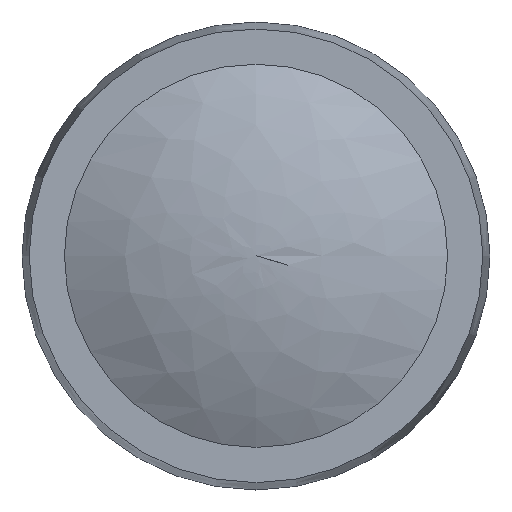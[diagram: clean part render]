
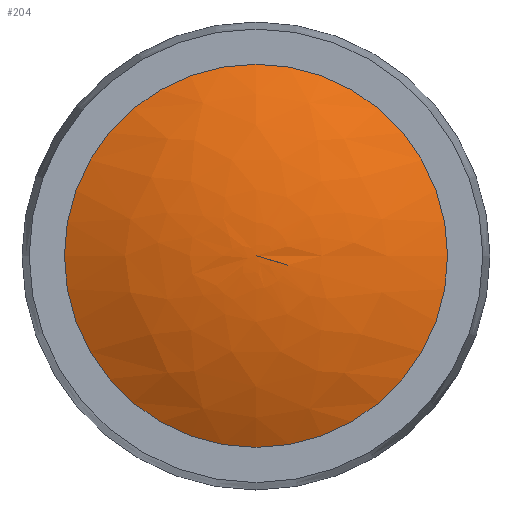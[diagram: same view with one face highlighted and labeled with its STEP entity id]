
A CAD part, top view. The second image highlights one B-rep face of the part: STEP entity #204.
In plain terms, the highlighted free-form (B-spline) face has degree [3, 3] with [4, 7] control points.
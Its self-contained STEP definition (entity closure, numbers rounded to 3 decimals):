
#204 = ADVANCED_FACE( '', ( #452, #453 ), #454, .T. );
#452 = FACE_BOUND( '', #707, .T. );
#453 = FACE_OUTER_BOUND( '', #708, .T. );
#454 = ( BOUNDED_SURFACE(  )B_SPLINE_SURFACE( 3, 3, ( ( #711, #712, #713, #714, #715, #716, #717 ), ( #718, #719, #720, #721, #722, #723, #724 ), ( #725, #726, #727, #728, #729, #730, #731 ), ( #732, #733, #734, #735, #736, #737, #738 ) ), .UNSPECIFIED., .F., .T., .F. )B_SPLINE_SURFACE_WITH_KNOTS( ( 4, 4 ), ( 4, 3, 4 ), ( 0., 6.283 ), ( 1.074, 1.319, 1.564 ), .UNSPECIFIED. )GEOMETRIC_REPRESENTATION_ITEM(  )RATIONAL_B_SPLINE_SURFACE( ( ( 1., 0.333, 0.333, 1., 0.333, 0.333, 1. ), ( 0.98, 0.327, 0.327, 0.98, 0.327, 0.327, 0.98 ), ( 0.98, 0.327, 0.327, 0.98, 0.327, 0.327, 0.98 ), ( 1., 0.333, 0.333, 1., 0.333, 0.333, 1. ) ) )REPRESENTATION_ITEM( '' )SURFACE(  ) );
#707 = VERTEX_LOOP( '', #1159 );
#708 = EDGE_LOOP( '', ( #1160 ) );
#711 = CARTESIAN_POINT( '', ( 0., 0., 23. ) );
#712 = CARTESIAN_POINT( '', ( 0., 0., 23. ) );
#713 = CARTESIAN_POINT( '', ( 0., 0., 23. ) );
#714 = CARTESIAN_POINT( '', ( 0., 0., 23. ) );
#715 = CARTESIAN_POINT( '', ( 0., 0., 23. ) );
#716 = CARTESIAN_POINT( '', ( 0., 0., 23. ) );
#717 = CARTESIAN_POINT( '', ( 0., 0., 23. ) );
#718 = CARTESIAN_POINT( '', ( 3.738, 0., 22.975 ) );
#719 = CARTESIAN_POINT( '', ( 3.738, 7.477, 22.975 ) );
#720 = CARTESIAN_POINT( '', ( -3.738, 7.477, 22.975 ) );
#721 = CARTESIAN_POINT( '', ( -3.738, 0., 22.975 ) );
#722 = CARTESIAN_POINT( '', ( -3.738, -7.477, 22.975 ) );
#723 = CARTESIAN_POINT( '', ( 3.738, -7.477, 22.975 ) );
#724 = CARTESIAN_POINT( '', ( 3.738, 0., 22.975 ) );
#725 = CARTESIAN_POINT( '', ( 7.359, 0., 22.043 ) );
#726 = CARTESIAN_POINT( '', ( 7.359, 14.718, 22.043 ) );
#727 = CARTESIAN_POINT( '', ( -7.359, 14.718, 22.043 ) );
#728 = CARTESIAN_POINT( '', ( -7.359, 0., 22.043 ) );
#729 = CARTESIAN_POINT( '', ( -7.359, -14.718, 22.043 ) );
#730 = CARTESIAN_POINT( '', ( 7.359, -14.718, 22.043 ) );
#731 = CARTESIAN_POINT( '', ( 7.359, 0., 22.043 ) );
#732 = CARTESIAN_POINT( '', ( 10.645, 0., 20.26 ) );
#733 = CARTESIAN_POINT( '', ( 10.645, 21.29, 20.26 ) );
#734 = CARTESIAN_POINT( '', ( -10.645, 21.29, 20.26 ) );
#735 = CARTESIAN_POINT( '', ( -10.645, 0., 20.26 ) );
#736 = CARTESIAN_POINT( '', ( -10.645, -21.29, 20.26 ) );
#737 = CARTESIAN_POINT( '', ( 10.645, -21.29, 20.26 ) );
#738 = CARTESIAN_POINT( '', ( 10.645, 0., 20.26 ) );
#1159 = VERTEX_POINT( '', #1337 );
#1160 = ORIENTED_EDGE( '', *, *, #1268, .T. );
#1268 = EDGE_CURVE( '', #1467, #1467, #1468, .T. );
#1337 = CARTESIAN_POINT( '', ( 0., 0., 23. ) );
#1467 = VERTEX_POINT( '', #1794 );
#1468 = CIRCLE( '', #1795, 10.645 );
#1794 = CARTESIAN_POINT( '', ( 10.645, 0., 20.26 ) );
#1795 = AXIS2_PLACEMENT_3D( '', #2031, #2032, #2033 );
#2031 = CARTESIAN_POINT( '', ( 0., 0., 20.26 ) );
#2032 = DIRECTION( '', ( 0., 0., 1. ) );
#2033 = DIRECTION( '', ( 1., 0., 0. ) );
